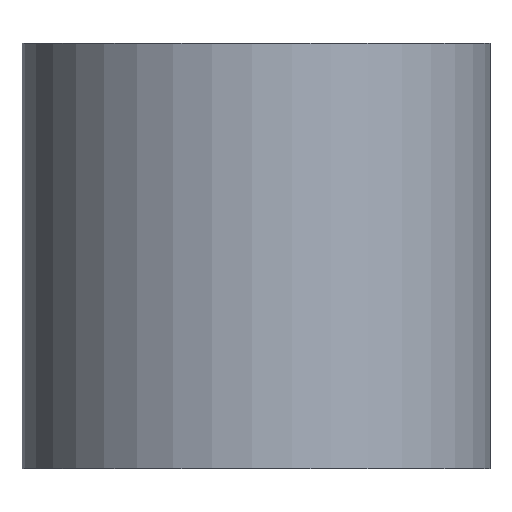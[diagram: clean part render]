
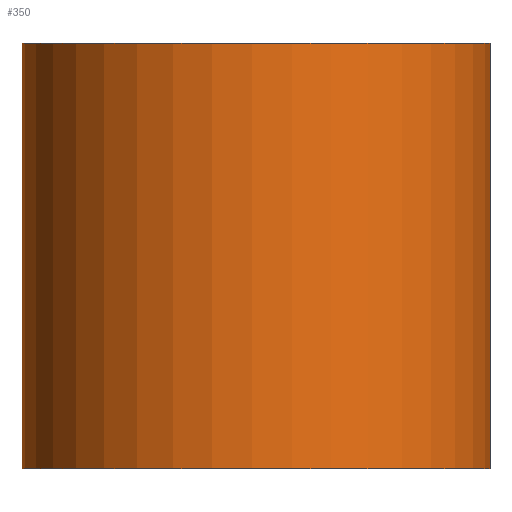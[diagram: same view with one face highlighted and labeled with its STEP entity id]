
A CAD part, front view. The second image highlights one B-rep face of the part: STEP entity #350.
In plain terms, the highlighted cylindrical face has radius 5.5 mm (diameter 11 mm), a partial arc.
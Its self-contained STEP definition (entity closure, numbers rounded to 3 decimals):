
#18=CYLINDRICAL_SURFACE('',#394,5.5);
#29=CIRCLE('',#376,5.5);
#32=CIRCLE('',#384,5.5);
#50=FACE_OUTER_BOUND('',#72,.T.);
#72=EDGE_LOOP('',(#305,#306,#307,#308));
#82=LINE('',#511,#118);
#111=LINE('',#589,#147);
#118=VECTOR('',#410,10.);
#147=VECTOR('',#485,10.);
#153=VERTEX_POINT('',#508);
#154=VERTEX_POINT('',#510);
#164=VERTEX_POINT('',#532);
#175=VERTEX_POINT('',#565);
#186=EDGE_CURVE('',#153,#154,#82,.T.);
#198=EDGE_CURVE('',#153,#164,#29,.T.);
#214=EDGE_CURVE('',#154,#175,#32,.T.);
#227=EDGE_CURVE('',#164,#175,#111,.T.);
#305=ORIENTED_EDGE('',*,*,#198,.T.);
#306=ORIENTED_EDGE('',*,*,#227,.T.);
#307=ORIENTED_EDGE('',*,*,#214,.F.);
#308=ORIENTED_EDGE('',*,*,#186,.F.);
#350=ADVANCED_FACE('',(#50),#18,.T.);
#376=AXIS2_PLACEMENT_3D('',#534,#428,#429);
#384=AXIS2_PLACEMENT_3D('',#566,#457,#458);
#394=AXIS2_PLACEMENT_3D('',#590,#486,#487);
#410=DIRECTION('',(0.,0.,1.));
#428=DIRECTION('center_axis',(0.,0.,1.));
#429=DIRECTION('ref_axis',(-1.,0.,0.));
#457=DIRECTION('center_axis',(0.,0.,1.));
#458=DIRECTION('ref_axis',(-1.,0.,0.));
#485=DIRECTION('',(0.,0.,1.));
#486=DIRECTION('center_axis',(0.,0.,1.));
#487=DIRECTION('ref_axis',(0.622,-0.783,0.));
#508=CARTESIAN_POINT('',(-5.5,0.,0.));
#510=CARTESIAN_POINT('',(-5.5,0.,10.));
#511=CARTESIAN_POINT('',(-5.5,0.,0.));
#532=CARTESIAN_POINT('',(1.247,5.357,0.));
#534=CARTESIAN_POINT('Origin',(0.,0.,0.));
#565=CARTESIAN_POINT('',(1.247,5.357,10.));
#566=CARTESIAN_POINT('Origin',(0.,0.,10.));
#589=CARTESIAN_POINT('',(1.247,5.357,0.));
#590=CARTESIAN_POINT('Origin',(0.,0.,0.));
